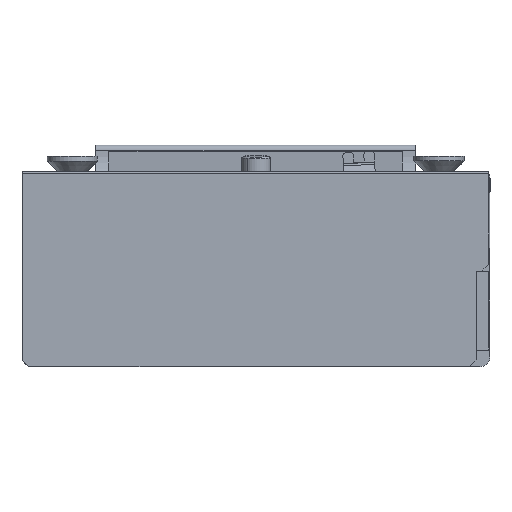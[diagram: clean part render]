
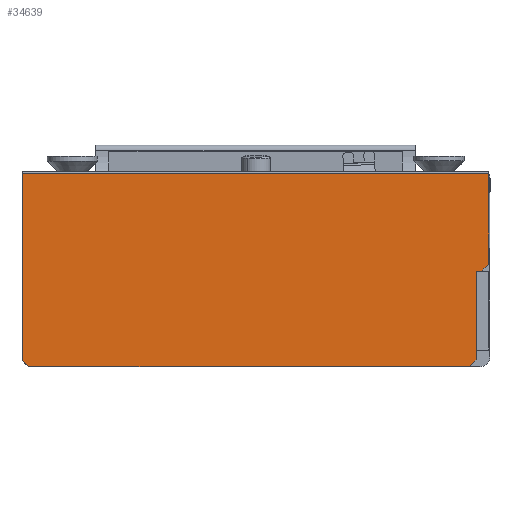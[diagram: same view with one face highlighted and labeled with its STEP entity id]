
A CAD part, front view. The second image highlights one B-rep face of the part: STEP entity #34639.
In plain terms, the highlighted face is planar.
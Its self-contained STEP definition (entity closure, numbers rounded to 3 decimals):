
#750 = CARTESIAN_POINT ( 'NONE',  ( 33.6, -0.7, 0. ) ) ;
#1714 = CARTESIAN_POINT ( 'NONE',  ( -32.2, 14., 0. ) ) ;
#1910 = EDGE_CURVE ( 'NONE', #5403, #23639, #27002, .T. ) ;
#2107 = ORIENTED_EDGE ( 'NONE', *, *, #21056, .F. ) ;
#2145 = CARTESIAN_POINT ( 'NONE',  ( 33.6, -0.7, 0. ) ) ;
#3297 = ORIENTED_EDGE ( 'NONE', *, *, #25760, .T. ) ;
#4322 = FACE_OUTER_BOUND ( 'NONE', #20381, .T. ) ;
#5403 = VERTEX_POINT ( 'NONE', #23484 ) ;
#7895 = LINE ( 'NONE', #42559, #32894 ) ;
#8241 = CARTESIAN_POINT ( 'NONE',  ( -37.5, 14., 0. ) ) ;
#8656 = CARTESIAN_POINT ( 'NONE',  ( 31.8, 13., 0. ) ) ;
#9081 = VERTEX_POINT ( 'NONE', #31773 ) ;
#9823 = ORIENTED_EDGE ( 'NONE', *, *, #54440, .T. ) ;
#10840 = VERTEX_POINT ( 'NONE', #48692 ) ;
#10923 = DIRECTION ( 'NONE',  ( 1., 0., 0. ) ) ;
#11108 = LINE ( 'NONE', #2145, #37179 ) ;
#11535 = CARTESIAN_POINT ( 'NONE',  ( 30.8, 14., 0. ) ) ;
#12354 = LINE ( 'NONE', #46462, #13295 ) ;
#13295 = VECTOR ( 'NONE', #28889, 1000. ) ;
#14040 = ORIENTED_EDGE ( 'NONE', *, *, #20342, .F. ) ;
#14380 = CARTESIAN_POINT ( 'NONE',  ( -33.2, 14., 0. ) ) ;
#14576 = EDGE_CURVE ( 'NONE', #39756, #18572, #29576, .T. ) ;
#17174 = PLANE ( 'NONE',  #22739 ) ;
#18572 = VERTEX_POINT ( 'NONE', #750 ) ;
#19371 = VECTOR ( 'NONE', #44462, 1000. ) ;
#19416 = ORIENTED_EDGE ( 'NONE', *, *, #1910, .T. ) ;
#19966 = VECTOR ( 'NONE', #10923, 1000. ) ;
#20342 = EDGE_CURVE ( 'NONE', #53536, #20742, #7895, .T. ) ;
#20381 = EDGE_LOOP ( 'NONE', ( #19416, #3297, #37391, #2107, #28503, #36329, #14040, #9823, #51517 ) ) ;
#20742 = VERTEX_POINT ( 'NONE', #8656 ) ;
#21056 = EDGE_CURVE ( 'NONE', #9081, #18572, #11108, .T. ) ;
#22739 = AXIS2_PLACEMENT_3D ( 'NONE', #8241, #33439, #25056 ) ;
#23484 = CARTESIAN_POINT ( 'NONE',  ( -33.2, 13., 0. ) ) ;
#23639 = VERTEX_POINT ( 'NONE', #32887 ) ;
#25056 = DIRECTION ( 'NONE',  ( 1., 0., 0. ) ) ;
#25760 = EDGE_CURVE ( 'NONE', #23639, #39756, #36654, .T. ) ;
#26172 = DIRECTION ( 'NONE',  ( 0., -1., 0. ) ) ;
#26355 = VECTOR ( 'NONE', #41683, 1000. ) ;
#27002 = LINE ( 'NONE', #14380, #53587 ) ;
#28503 = ORIENTED_EDGE ( 'NONE', *, *, #47363, .T. ) ;
#28889 = DIRECTION ( 'NONE',  ( -1., 0., 0. ) ) ;
#29576 = LINE ( 'NONE', #46865, #49151 ) ;
#30387 = DIRECTION ( 'NONE',  ( 0., 1., 0. ) ) ;
#31522 = DIRECTION ( 'NONE',  ( 0.707, -0.707, 0. ) ) ;
#31606 = CARTESIAN_POINT ( 'NONE',  ( -37.5, -13.7, 0. ) ) ;
#31773 = CARTESIAN_POINT ( 'NONE',  ( 32.6, 0.3, 0. ) ) ;
#32375 = LINE ( 'NONE', #45470, #32828 ) ;
#32828 = VECTOR ( 'NONE', #49947, 1000. ) ;
#32887 = CARTESIAN_POINT ( 'NONE',  ( -33.2, -13.7, 0. ) ) ;
#32894 = VECTOR ( 'NONE', #42844, 1000. ) ;
#33439 = DIRECTION ( 'NONE',  ( 0., 0., 1. ) ) ;
#34639 = ADVANCED_FACE ( 'N', ( #4322 ), #17174, .T. ) ;
#34677 = CARTESIAN_POINT ( 'NONE',  ( 31.8, 0.3, 0. ) ) ;
#36329 = ORIENTED_EDGE ( 'NONE', *, *, #53468, .T. ) ;
#36654 = LINE ( 'NONE', #31606, #19966 ) ;
#37179 = VECTOR ( 'NONE', #31522, 1000. ) ;
#37391 = ORIENTED_EDGE ( 'NONE', *, *, #14576, .T. ) ;
#39756 = VERTEX_POINT ( 'NONE', #52742 ) ;
#40039 = LINE ( 'NONE', #1714, #19371 ) ;
#40737 = VERTEX_POINT ( 'NONE', #34677 ) ;
#41683 = DIRECTION ( 'NONE',  ( 0., 1., 0. ) ) ;
#41982 = CARTESIAN_POINT ( 'NONE',  ( 31.8, 14., 0. ) ) ;
#42559 = CARTESIAN_POINT ( 'NONE',  ( 31.8, 13., 0. ) ) ;
#42844 = DIRECTION ( 'NONE',  ( 0.707, -0.707, 0. ) ) ;
#44462 = DIRECTION ( 'NONE',  ( -0.707, -0.707, 0. ) ) ;
#45253 = EDGE_CURVE ( 'NONE', #10840, #5403, #40039, .T. ) ;
#45470 = CARTESIAN_POINT ( 'NONE',  ( 33.6, 0.3, 0. ) ) ;
#46462 = CARTESIAN_POINT ( 'NONE',  ( -37.5, 14., 0. ) ) ;
#46865 = CARTESIAN_POINT ( 'NONE',  ( 33.6, 14., 0. ) ) ;
#47363 = EDGE_CURVE ( 'NONE', #9081, #40737, #32375, .T. ) ;
#48692 = CARTESIAN_POINT ( 'NONE',  ( -32.2, 14., 0. ) ) ;
#49151 = VECTOR ( 'NONE', #30387, 1000. ) ;
#49947 = DIRECTION ( 'NONE',  ( -1., 0., 0. ) ) ;
#51517 = ORIENTED_EDGE ( 'NONE', *, *, #45253, .T. ) ;
#52742 = CARTESIAN_POINT ( 'NONE',  ( 33.6, -13.7, 0. ) ) ;
#53468 = EDGE_CURVE ( 'NONE', #40737, #20742, #54287, .T. ) ;
#53536 = VERTEX_POINT ( 'NONE', #11535 ) ;
#53587 = VECTOR ( 'NONE', #26172, 1000. ) ;
#54287 = LINE ( 'NONE', #41982, #26355 ) ;
#54440 = EDGE_CURVE ( 'NONE', #53536, #10840, #12354, .T. ) ;
